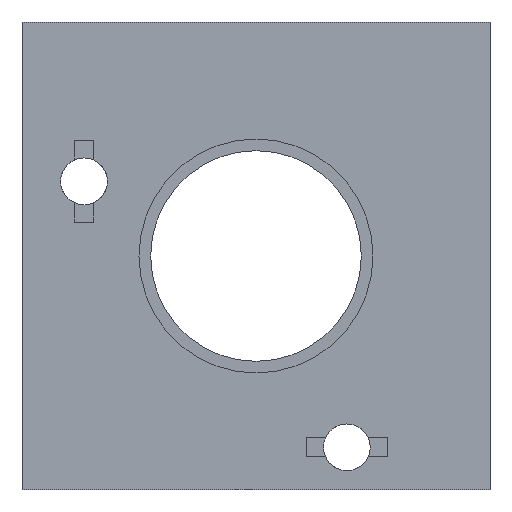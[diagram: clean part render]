
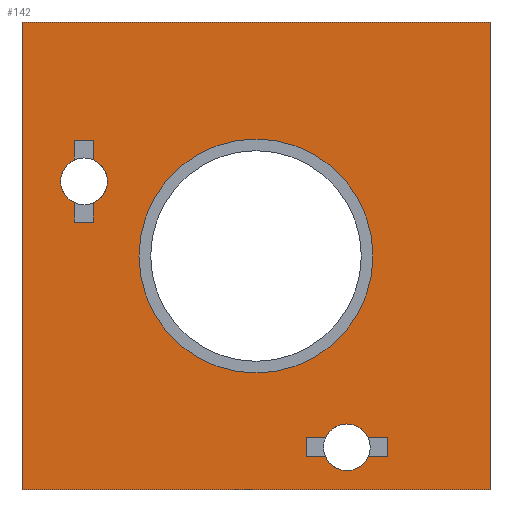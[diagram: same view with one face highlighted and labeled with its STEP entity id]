
A CAD part, front view. The second image highlights one B-rep face of the part: STEP entity #142.
In plain terms, the highlighted planar face has unit normal (0, -1, 0).
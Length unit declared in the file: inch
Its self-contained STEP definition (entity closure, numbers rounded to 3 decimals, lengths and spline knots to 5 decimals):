
#142=ADVANCED_FACE('',(#282,#283,#284,#285),#286,.F.);
#282=FACE_BOUND('',#471,.T.);
#283=FACE_BOUND('',#472,.T.);
#284=FACE_BOUND('',#473,.T.);
#285=FACE_OUTER_BOUND('',#474,.T.);
#286=PLANE('',#475);
#471=EDGE_LOOP('',(#817,#818,#819,#820,#821,#822,#823,#824));
#472=EDGE_LOOP('',(#825,#826,#827,#828,#829,#830,#831,#832,#833,#834));
#473=EDGE_LOOP('',(#835,#836));
#474=EDGE_LOOP('',(#837,#838,#839,#840));
#475=AXIS2_PLACEMENT_3D('',#841,#842,#843);
#817=ORIENTED_EDGE('',*,*,#1025,.T.);
#818=ORIENTED_EDGE('',*,*,#1010,.T.);
#819=ORIENTED_EDGE('',*,*,#891,.T.);
#820=ORIENTED_EDGE('',*,*,#1005,.T.);
#821=ORIENTED_EDGE('',*,*,#997,.T.);
#822=ORIENTED_EDGE('',*,*,#962,.T.);
#823=ORIENTED_EDGE('',*,*,#929,.T.);
#824=ORIENTED_EDGE('',*,*,#943,.T.);
#825=ORIENTED_EDGE('',*,*,#967,.T.);
#826=ORIENTED_EDGE('',*,*,#979,.T.);
#827=ORIENTED_EDGE('',*,*,#1021,.T.);
#828=ORIENTED_EDGE('',*,*,#906,.T.);
#829=ORIENTED_EDGE('',*,*,#982,.T.);
#830=ORIENTED_EDGE('',*,*,#975,.T.);
#831=ORIENTED_EDGE('',*,*,#968,.T.);
#832=ORIENTED_EDGE('',*,*,#935,.T.);
#833=ORIENTED_EDGE('',*,*,#1018,.T.);
#834=ORIENTED_EDGE('',*,*,#911,.T.);
#835=ORIENTED_EDGE('',*,*,#1016,.T.);
#836=ORIENTED_EDGE('',*,*,#896,.T.);
#837=ORIENTED_EDGE('',*,*,#988,.T.);
#838=ORIENTED_EDGE('',*,*,#956,.F.);
#839=ORIENTED_EDGE('',*,*,#1028,.F.);
#840=ORIENTED_EDGE('',*,*,#940,.F.);
#841=CARTESIAN_POINT('',(-1.0,0.,-1.0));
#842=DIRECTION('',(0.0,1.0,0.0));
#843=DIRECTION('',(0.0,0.0,1.0));
#891=EDGE_CURVE('',#1058,#1055,#1059,.T.);
#896=EDGE_CURVE('',#1066,#1064,#1067,.T.);
#906=EDGE_CURVE('',#1085,#1082,#1086,.T.);
#911=EDGE_CURVE('',#1093,#1091,#1094,.T.);
#929=EDGE_CURVE('',#1120,#1117,#1121,.T.);
#935=EDGE_CURVE('',#1126,#1128,#1130,.T.);
#940=EDGE_CURVE('',#1137,#1132,#1139,.T.);
#943=EDGE_CURVE('',#1117,#1142,#1144,.T.);
#956=EDGE_CURVE('',#1163,#1165,#1166,.T.);
#962=EDGE_CURVE('',#1171,#1120,#1175,.T.);
#967=EDGE_CURVE('',#1091,#1182,#1184,.T.);
#968=EDGE_CURVE('',#1178,#1126,#1185,.T.);
#975=EDGE_CURVE('',#1193,#1178,#1194,.T.);
#979=EDGE_CURVE('',#1182,#1199,#1201,.T.);
#982=EDGE_CURVE('',#1082,#1193,#1204,.T.);
#988=EDGE_CURVE('',#1137,#1165,#1210,.T.);
#997=EDGE_CURVE('',#1224,#1171,#1225,.T.);
#1005=EDGE_CURVE('',#1055,#1224,#1235,.T.);
#1010=EDGE_CURVE('',#1238,#1058,#1242,.T.);
#1016=EDGE_CURVE('',#1064,#1066,#1248,.T.);
#1018=EDGE_CURVE('',#1128,#1093,#1250,.T.);
#1021=EDGE_CURVE('',#1199,#1085,#1253,.T.);
#1025=EDGE_CURVE('',#1142,#1238,#1257,.T.);
#1028=EDGE_CURVE('',#1132,#1163,#1260,.T.);
#1055=VERTEX_POINT('',#1310);
#1058=VERTEX_POINT('',#1314);
#1059=LINE('',#1315,#1316);
#1064=VERTEX_POINT('',#1323);
#1066=VERTEX_POINT('',#1326);
#1067=CIRCLE('',#1327,0.5);
#1082=VERTEX_POINT('',#1372);
#1085=VERTEX_POINT('',#1376);
#1086=LINE('',#1377,#1378);
#1091=VERTEX_POINT('',#1385);
#1093=VERTEX_POINT('',#1388);
#1094=LINE('',#1389,#1390);
#1117=VERTEX_POINT('',#1425);
#1120=VERTEX_POINT('',#1429);
#1121=LINE('',#1430,#1431);
#1126=VERTEX_POINT('',#1438);
#1128=VERTEX_POINT('',#1441);
#1130=LINE('',#1444,#1445);
#1132=VERTEX_POINT('',#1447);
#1137=VERTEX_POINT('',#1454);
#1139=LINE('',#1457,#1458);
#1142=VERTEX_POINT('',#1461);
#1144=LINE('',#1464,#1465);
#1163=VERTEX_POINT('',#1487);
#1165=VERTEX_POINT('',#1490);
#1166=LINE('',#1491,#1492);
#1171=VERTEX_POINT('',#1499);
#1175=LINE('',#1505,#1506);
#1178=VERTEX_POINT('',#1509);
#1182=VERTEX_POINT('',#1514);
#1184=CIRCLE('',#1517,0.1);
#1185=CIRCLE('',#1518,0.1);
#1193=VERTEX_POINT('',#1526);
#1194=CIRCLE('',#1527,0.1);
#1199=VERTEX_POINT('',#1533);
#1201=CIRCLE('',#1536,0.1);
#1204=LINE('',#1539,#1540);
#1210=LINE('',#1548,#1549);
#1224=VERTEX_POINT('',#1567);
#1225=CIRCLE('',#1568,0.1);
#1235=LINE('',#1590,#1591);
#1238=VERTEX_POINT('',#1595);
#1242=LINE('',#1601,#1602);
#1248=CIRCLE('',#1617,0.5);
#1250=LINE('',#1619,#1620);
#1253=LINE('',#1624,#1625);
#1257=CIRCLE('',#1629,0.1);
#1260=LINE('',#1632,#1633);
#1310=CARTESIAN_POINT('',(-1.69492,0.,-0.50663));
#1314=CARTESIAN_POINT('',(-1.77671,0.,-0.50663));
#1315=CARTESIAN_POINT('',(-1.36791,0.,-0.50663));
#1316=VECTOR('',#1652,1.0);
#1323=CARTESIAN_POINT('',(-1.0,0.,-0.5));
#1326=CARTESIAN_POINT('',(-1.0,0.,-1.5));
#1327=AXIS2_PLACEMENT_3D('',#1656,#1657,#1658);
#1372=CARTESIAN_POINT('',(-0.78605,0.,-1.77671));
#1376=CARTESIAN_POINT('',(-0.78605,0.,-1.85851));
#1377=CARTESIAN_POINT('',(-0.78605,0.,-1.4088));
#1378=VECTOR('',#1666,1.0);
#1385=CARTESIAN_POINT('',(-0.52054,0.,-1.85851));
#1388=CARTESIAN_POINT('',(-0.43753,0.,-1.85851));
#1389=CARTESIAN_POINT('',(-0.8059,0.,-1.85851));
#1390=VECTOR('',#1670,1.0);
#1425=CARTESIAN_POINT('',(-1.77671,0.,-0.85515));
#1429=CARTESIAN_POINT('',(-1.69492,0.,-0.85515));
#1430=CARTESIAN_POINT('',(-1.36791,0.,-0.85515));
#1431=VECTOR('',#1696,1.0);
#1438=CARTESIAN_POINT('',(-0.52054,0.,-1.77671));
#1441=CARTESIAN_POINT('',(-0.43753,0.,-1.77671));
#1444=CARTESIAN_POINT('',(-0.8059,0.,-1.77671));
#1445=VECTOR('',#1701,1.0);
#1447=CARTESIAN_POINT('',(0.,0.,0.0));
#1454=CARTESIAN_POINT('',(-2.0,0.,0.0));
#1457=CARTESIAN_POINT('',(-1.0,0.,0.0));
#1458=VECTOR('',#1705,1.0);
#1461=CARTESIAN_POINT('',(-1.77671,0.,-0.7718));
#1464=CARTESIAN_POINT('',(-1.77671,0.,-0.84045));
#1465=VECTOR('',#1707,1.0);
#1487=CARTESIAN_POINT('',(0.,0.,-2.0));
#1490=CARTESIAN_POINT('',(-2.0,0.,-2.0));
#1491=CARTESIAN_POINT('',(-1.0,0.,-2.0));
#1492=VECTOR('',#1727,1.0);
#1499=CARTESIAN_POINT('',(-1.69492,0.,-0.77248));
#1505=CARTESIAN_POINT('',(-1.69492,0.,-0.84045));
#1506=VECTOR('',#1732,1.0);
#1509=CARTESIAN_POINT('',(-0.61179,0.,-1.71761));
#1514=CARTESIAN_POINT('',(-0.61179,0.,-1.91761));
#1517=AXIS2_PLACEMENT_3D('',#1738,#1739,#1740);
#1518=AXIS2_PLACEMENT_3D('',#1741,#1742,#1743);
#1526=CARTESIAN_POINT('',(-0.70305,0.,-1.77671));
#1527=AXIS2_PLACEMENT_3D('',#1753,#1754,#1755);
#1533=CARTESIAN_POINT('',(-0.70305,0.,-1.85851));
#1536=AXIS2_PLACEMENT_3D('',#1761,#1762,#1763);
#1539=CARTESIAN_POINT('',(-0.8059,0.,-1.77671));
#1540=VECTOR('',#1767,1.0);
#1548=CARTESIAN_POINT('',(-2.0,0.,-1.0));
#1549=VECTOR('',#1773,1.0);
#1567=CARTESIAN_POINT('',(-1.69492,0.,-0.5893));
#1568=AXIS2_PLACEMENT_3D('',#1784,#1785,#1786);
#1590=CARTESIAN_POINT('',(-1.69492,0.,-0.84045));
#1591=VECTOR('',#1793,1.0);
#1595=CARTESIAN_POINT('',(-1.77671,0.,-0.58998));
#1601=CARTESIAN_POINT('',(-1.77671,0.,-0.84045));
#1602=VECTOR('',#1797,1.0);
#1617=AXIS2_PLACEMENT_3D('',#1801,#1802,#1803);
#1619=CARTESIAN_POINT('',(-0.43753,0.,-1.4088));
#1620=VECTOR('',#1804,1.0);
#1624=CARTESIAN_POINT('',(-0.8059,0.,-1.85851));
#1625=VECTOR('',#1806,1.0);
#1629=AXIS2_PLACEMENT_3D('',#1807,#1808,#1809);
#1632=CARTESIAN_POINT('',(0.,0.,-1.0));
#1633=VECTOR('',#1813,1.0);
#1652=DIRECTION('',(1.0,0.0,0.));
#1656=CARTESIAN_POINT('',(-1.0,0.,-1.0));
#1657=DIRECTION('',(0.0,1.0,0.0));
#1658=DIRECTION('',(0.0,0.0,1.0));
#1666=DIRECTION('',(0.0,0.0,1.0));
#1670=DIRECTION('',(-1.0,0.0,0.0));
#1696=DIRECTION('',(-1.0,0.0,0.));
#1701=DIRECTION('',(1.0,0.0,0.0));
#1705=DIRECTION('',(1.0,0.0,0.0));
#1707=DIRECTION('',(0.,0.0,1.0));
#1727=DIRECTION('',(-1.0,0.0,0.0));
#1732=DIRECTION('',(0.,0.0,-1.0));
#1738=CARTESIAN_POINT('',(-0.61179,0.,-1.81761));
#1739=DIRECTION('',(0.0,1.0,0.0));
#1740=DIRECTION('',(0.0,0.0,1.0));
#1741=CARTESIAN_POINT('',(-0.61179,0.,-1.81761));
#1742=DIRECTION('',(0.0,1.0,0.0));
#1743=DIRECTION('',(0.0,0.0,1.0));
#1753=CARTESIAN_POINT('',(-0.61179,0.,-1.81761));
#1754=DIRECTION('',(0.0,1.0,0.0));
#1755=DIRECTION('',(0.0,0.0,1.0));
#1761=CARTESIAN_POINT('',(-0.61179,0.,-1.81761));
#1762=DIRECTION('',(0.0,1.0,0.0));
#1763=DIRECTION('',(0.0,0.0,1.0));
#1767=DIRECTION('',(1.0,0.0,0.0));
#1773=DIRECTION('',(0.0,0.0,-1.0));
#1784=CARTESIAN_POINT('',(-1.73506,0.,-0.68089));
#1785=DIRECTION('',(0.0,1.0,0.0));
#1786=DIRECTION('',(0.0,0.0,1.0));
#1793=DIRECTION('',(0.,0.0,-1.0));
#1797=DIRECTION('',(0.,0.0,1.0));
#1801=CARTESIAN_POINT('',(-1.0,0.,-1.0));
#1802=DIRECTION('',(0.0,1.0,0.0));
#1803=DIRECTION('',(0.0,0.0,1.0));
#1804=DIRECTION('',(0.0,0.0,-1.0));
#1806=DIRECTION('',(-1.0,0.0,0.0));
#1807=CARTESIAN_POINT('',(-1.73506,0.,-0.68089));
#1808=DIRECTION('',(0.0,1.0,0.0));
#1809=DIRECTION('',(0.0,0.0,1.0));
#1813=DIRECTION('',(0.0,0.0,-1.0));
